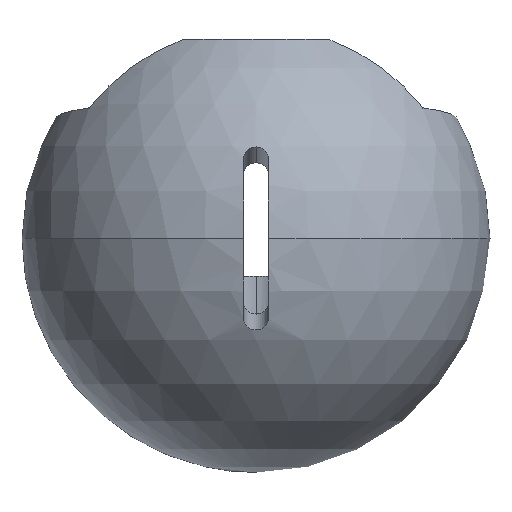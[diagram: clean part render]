
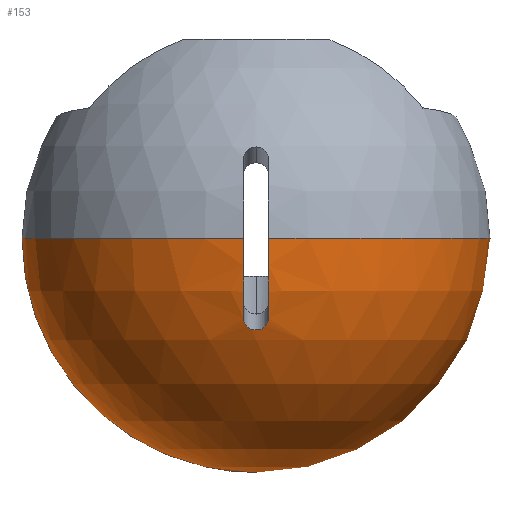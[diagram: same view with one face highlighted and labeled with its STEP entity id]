
A CAD part, front view. The second image highlights one B-rep face of the part: STEP entity #153.
In plain terms, the highlighted spherical face has radius 40 mm.
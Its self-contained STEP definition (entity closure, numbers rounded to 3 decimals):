
#27 = AXIS2_PLACEMENT_3D ( 'NONE', #557, #155, #473 ) ;
#28 = CARTESIAN_POINT ( 'NONE',  ( 2.1, -39.945, 0. ) ) ;
#33 = CARTESIAN_POINT ( 'NONE',  ( 0., 21., 0. ) ) ;
#43 = CARTESIAN_POINT ( 'NONE',  ( -2.1, -37.536, -13.662 ) ) ;
#75 = CIRCLE ( 'NONE', #299, 40. ) ;
#82 = FACE_OUTER_BOUND ( 'NONE', #1004, .T. ) ;
#107 = CARTESIAN_POINT ( 'NONE',  ( 2.1, -37.536, -13.662 ) ) ;
#111 = DIRECTION ( 'NONE',  ( -1., 0., 0. ) ) ;
#117 = DIRECTION ( 'NONE',  ( 0., 0., 1. ) ) ;
#133 = EDGE_CURVE ( 'NONE', #287, #154, #717, .T. ) ;
#136 = CARTESIAN_POINT ( 'NONE',  ( 0., -37.536, -13.662 ) ) ;
#153 = ADVANCED_FACE ( 'NONE', ( #82 ), #1056, .T. ) ;
#154 = VERTEX_POINT ( 'NONE', #107 ) ;
#155 = DIRECTION ( 'NONE',  ( 1., 0., 0. ) ) ;
#187 = VERTEX_POINT ( 'NONE', #382 ) ;
#194 = ORIENTED_EDGE ( 'NONE', *, *, #346, .F. ) ;
#203 = DIRECTION ( 'NONE',  ( 1., 0., 0. ) ) ;
#217 = EDGE_CURVE ( 'NONE', #235, #977, #642, .T. ) ;
#235 = VERTEX_POINT ( 'NONE', #712 ) ;
#266 = DIRECTION ( 'NONE',  ( 0., 0., -1. ) ) ;
#269 = DIRECTION ( 'NONE',  ( -1., 0., 0. ) ) ;
#275 = EDGE_CURVE ( 'NONE', #235, #187, #75, .T. ) ;
#277 = CARTESIAN_POINT ( 'NONE',  ( 0., 0., 0. ) ) ;
#287 = VERTEX_POINT ( 'NONE', #28 ) ;
#299 = AXIS2_PLACEMENT_3D ( 'NONE', #461, #117, #541 ) ;
#304 = DIRECTION ( 'NONE',  ( 0., -0.94, -0.342 ) ) ;
#343 = DIRECTION ( 'NONE',  ( 0., 1., 0. ) ) ;
#346 = EDGE_CURVE ( 'NONE', #352, #154, #863, .T. ) ;
#352 = VERTEX_POINT ( 'NONE', #43 ) ;
#365 = CIRCLE ( 'NONE', #27, 39.945 ) ;
#377 = CARTESIAN_POINT ( 'NONE',  ( 34.044, 21., 0. ) ) ;
#382 = CARTESIAN_POINT ( 'NONE',  ( -2.1, -39.945, 0. ) ) ;
#419 = AXIS2_PLACEMENT_3D ( 'NONE', #136, #304, #1072 ) ;
#461 = CARTESIAN_POINT ( 'NONE',  ( 0., 0., 0. ) ) ;
#473 = DIRECTION ( 'NONE',  ( 0., 1., 0. ) ) ;
#479 = ORIENTED_EDGE ( 'NONE', *, *, #133, .T. ) ;
#509 = CARTESIAN_POINT ( 'NONE',  ( 0., 0., 0. ) ) ;
#527 = CARTESIAN_POINT ( 'NONE',  ( 2.1, 0., 0. ) ) ;
#541 = DIRECTION ( 'NONE',  ( 1., 0., 0. ) ) ;
#551 = AXIS2_PLACEMENT_3D ( 'NONE', #509, #266, #269 ) ;
#557 = CARTESIAN_POINT ( 'NONE',  ( -2.1, 0., 0. ) ) ;
#591 = ORIENTED_EDGE ( 'NONE', *, *, #217, .T. ) ;
#642 = CIRCLE ( 'NONE', #667, 34.044 ) ;
#667 = AXIS2_PLACEMENT_3D ( 'NONE', #33, #895, #203 ) ;
#712 = CARTESIAN_POINT ( 'NONE',  ( -34.044, 21., 0. ) ) ;
#717 = CIRCLE ( 'NONE', #1111, 39.945 ) ;
#721 = ORIENTED_EDGE ( 'NONE', *, *, #770, .T. ) ;
#770 = EDGE_CURVE ( 'NONE', #977, #287, #906, .T. ) ;
#863 = CIRCLE ( 'NONE', #419, 2.1 ) ;
#895 = DIRECTION ( 'NONE',  ( 0., -1., 0. ) ) ;
#906 = CIRCLE ( 'NONE', #1036, 40. ) ;
#952 = DIRECTION ( 'NONE',  ( 0., 0., -1. ) ) ;
#977 = VERTEX_POINT ( 'NONE', #377 ) ;
#991 = ORIENTED_EDGE ( 'NONE', *, *, #275, .F. ) ;
#1004 = EDGE_LOOP ( 'NONE', ( #591, #721, #479, #194, #1046, #991 ) ) ;
#1011 = EDGE_CURVE ( 'NONE', #187, #352, #365, .T. ) ;
#1018 = DIRECTION ( 'NONE',  ( 1., 0., 0. ) ) ;
#1036 = AXIS2_PLACEMENT_3D ( 'NONE', #277, #952, #111 ) ;
#1046 = ORIENTED_EDGE ( 'NONE', *, *, #1011, .F. ) ;
#1056 = SPHERICAL_SURFACE ( 'NONE', #551, 40. ) ;
#1072 = DIRECTION ( 'NONE',  ( 0., -0.342, 0.94 ) ) ;
#1111 = AXIS2_PLACEMENT_3D ( 'NONE', #527, #1018, #343 ) ;
